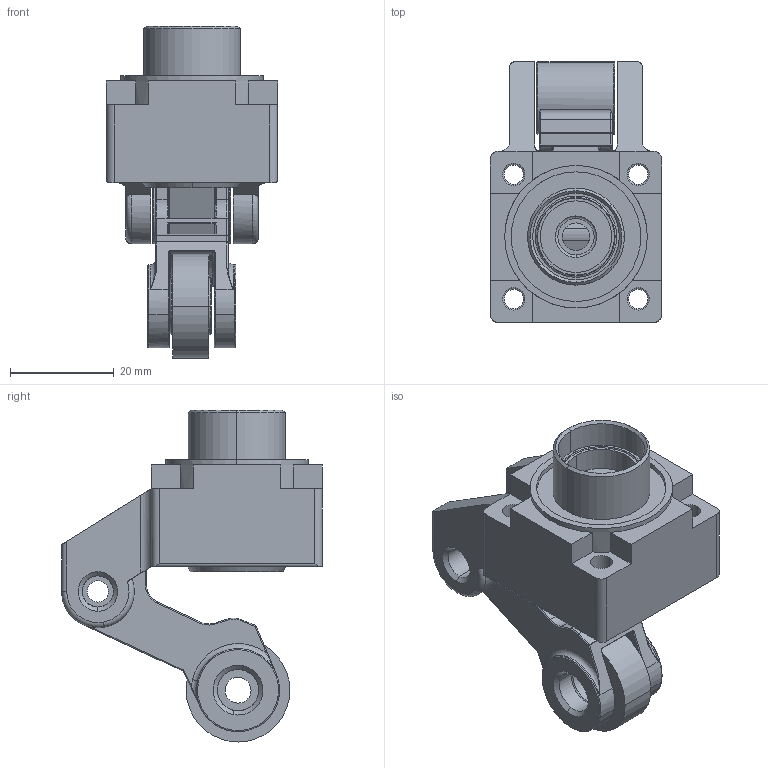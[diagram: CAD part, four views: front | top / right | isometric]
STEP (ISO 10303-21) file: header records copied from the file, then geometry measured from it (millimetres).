
FILE_DESCRIPTION(('STEP AP242'),'1');
FILE_NAME('switch_zcke23.stp','2020-12-27T06:59:28',('TraceParts'),('TraceParts S.A.'),'Spatial InterOp 3D',' ',' ');
FILE_SCHEMA(('AP242_MANAGED_MODEL_BASED_3D_ENGINEERING_MIM_LF {1 0 10303 442 1 1 4}'));
Length unit declared in the file: millimetre
Products named in the file (1): switch_zcke23_1
Bounding box: 33 x 50.3 x 64.04 mm (x, y, z)
Volume: 27618.9 mm3; surface area: 15301.2 mm2
Topology: 4 solids, 4 shells, 339 faces, 825 edges, 505 vertices
Faces by surface type: cylinder 145, plane 78, cone 46, torus 38, sphere 16, bspline 16
Entity records: 11499 total; most frequent: CARTESIAN_POINT 3311, DIRECTION 1852, ORIENTED_EDGE 1646, EDGE_CURVE 823, AXIS2_PLACEMENT_3D 758, VERTEX_POINT 505, CIRCLE 431, EDGE_LOOP 376
